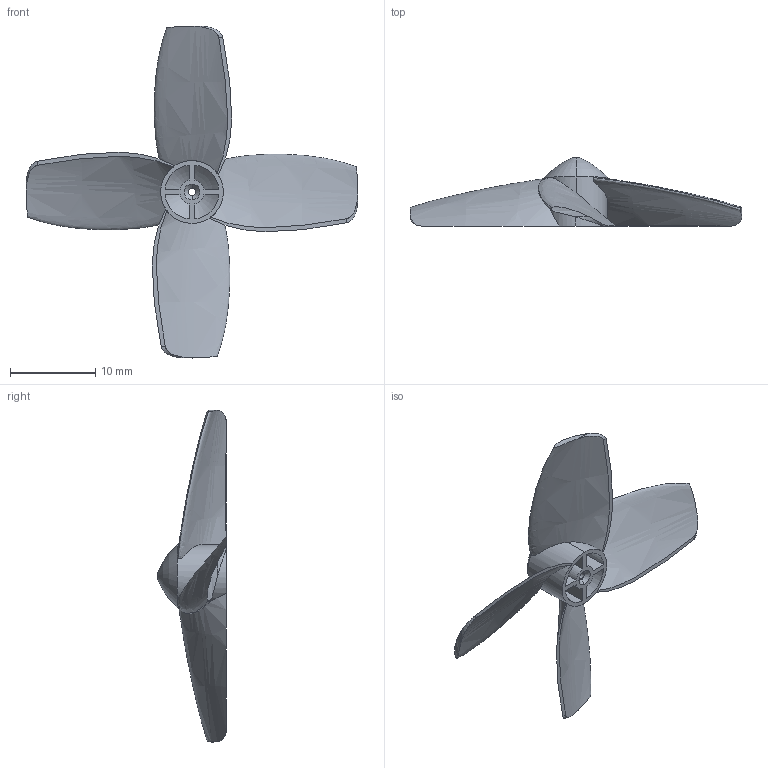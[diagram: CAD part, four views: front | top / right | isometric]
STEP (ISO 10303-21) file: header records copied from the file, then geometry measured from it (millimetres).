
FILE_DESCRIPTION (( 'STEP AP214' ), '1' );
FILE_NAME ('wide_39mm_x_4.STEP', '2023-03-15T15:44:39', ( '' ), ( '' ), 'SwSTEP 2.0', 'SolidWorks 2020', '' );
FILE_SCHEMA (( 'AUTOMOTIVE_DESIGN' ));
Length unit declared in the file: millimetre
Products named in the file (1): wide_39mm_x_4
Bounding box: 39 x 8.04 x 39 mm (x, y, z)
Volume: 529.4 mm3; surface area: 1724.9 mm2
Topology: 1 solids, 1 shells, 56 faces, 135 edges, 84 vertices
Faces by surface type: cylinder 19, bspline 16, plane 13, torus 6, cone 2
Entity records: 3115 total; most frequent: CARTESIAN_POINT 1930, ORIENTED_EDGE 270, DIRECTION 183, EDGE_CURVE 135, VERTEX_POINT 84, AXIS2_PLACEMENT_3D 73, B_SPLINE_CURVE_WITH_KNOTS 66, EDGE_LOOP 61
